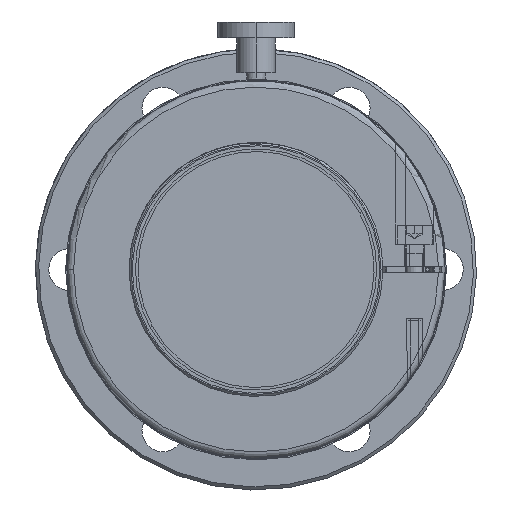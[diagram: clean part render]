
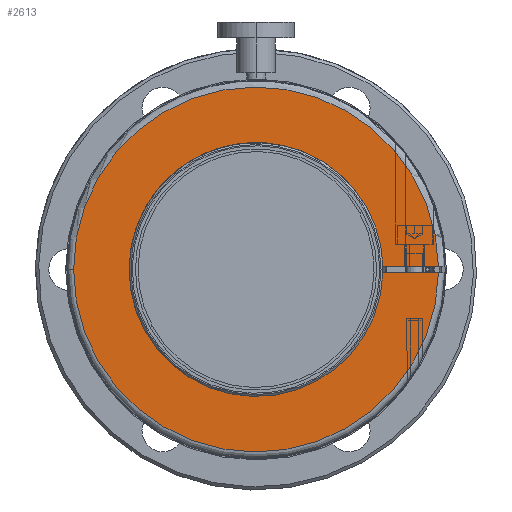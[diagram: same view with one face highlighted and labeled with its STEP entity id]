
A CAD part, front view. The second image highlights one B-rep face of the part: STEP entity #2613.
In plain terms, the highlighted planar face has unit normal (0, -1, 0).
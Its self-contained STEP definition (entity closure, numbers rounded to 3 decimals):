
#1901=AXIS2_PLACEMENT_3D('Circle Axis2P3D',#1899,#1900,$) ;
#2106=AXIS2_PLACEMENT_3D('Circle Axis2P3D',#2104,#2105,$) ;
#2334=AXIS2_PLACEMENT_3D('Circle Axis2P3D',#2332,#2333,$) ;
#2459=AXIS2_PLACEMENT_3D('Circle Axis2P3D',#2457,#2458,$) ;
#2477=AXIS2_PLACEMENT_3D('Circle Axis2P3D',#2475,#2476,$) ;
#2602=AXIS2_PLACEMENT_3D('Plane Axis2P3D',#2599,#2600,#2601) ;
#1783=CARTESIAN_POINT('Line Origine',(24.37,-1162.,0.5)) ;
#1787=CARTESIAN_POINT('Vertex',(19.994,-1162.,0.5)) ;
#1789=CARTESIAN_POINT('Vertex',(28.746,-1162.,0.5)) ;
#1899=CARTESIAN_POINT('Axis2P3D Location',(0.,-1162.,0.)) ;
#1903=CARTESIAN_POINT('Vertex',(17.552,-1162.,9.589)) ;
#2104=CARTESIAN_POINT('Axis2P3D Location',(0.,-1162.,0.)) ;
#2108=CARTESIAN_POINT('Vertex',(-17.552,-1162.,-9.589)) ;
#2164=CARTESIAN_POINT('Line Origine',(24.37,-1162.,-0.5)) ;
#2168=CARTESIAN_POINT('Vertex',(28.746,-1162.,-0.5)) ;
#2170=CARTESIAN_POINT('Vertex',(19.994,-1162.,-0.5)) ;
#2332=CARTESIAN_POINT('Axis2P3D Location',(0.,-1162.,0.)) ;
#2336=CARTESIAN_POINT('Vertex',(-28.75,-1162.,0.)) ;
#2457=CARTESIAN_POINT('Axis2P3D Location',(0.,-1162.,0.)) ;
#2475=CARTESIAN_POINT('Axis2P3D Location',(0.,-1162.,0.)) ;
#2599=CARTESIAN_POINT('Axis2P3D Location',(0.,-1162.,0.)) ;
#1784=DIRECTION('Vector Direction',(-1.,0.,0.)) ;
#1900=DIRECTION('Axis2P3D Direction',(0.,-1.,0.)) ;
#2105=DIRECTION('Axis2P3D Direction',(0.,-1.,0.)) ;
#2165=DIRECTION('Vector Direction',(1.,0.,0.)) ;
#2333=DIRECTION('Axis2P3D Direction',(0.,1.,0.)) ;
#2458=DIRECTION('Axis2P3D Direction',(0.,-1.,0.)) ;
#2476=DIRECTION('Axis2P3D Direction',(0.,1.,0.)) ;
#2600=DIRECTION('Axis2P3D Direction',(0.,1.,0.)) ;
#2601=DIRECTION('Axis2P3D XDirection',(1.,0.,0.)) ;
#1785=VECTOR('Line Direction',#1784,1.) ;
#2166=VECTOR('Line Direction',#2165,1.) ;
#2605=ORIENTED_EDGE('',*,*,#2172,.T.) ;
#2606=ORIENTED_EDGE('',*,*,#2461,.T.) ;
#2607=ORIENTED_EDGE('',*,*,#2110,.T.) ;
#2608=ORIENTED_EDGE('',*,*,#1905,.T.) ;
#2609=ORIENTED_EDGE('',*,*,#1791,.T.) ;
#2610=ORIENTED_EDGE('',*,*,#2479,.F.) ;
#2611=ORIENTED_EDGE('',*,*,#2338,.F.) ;
#2613=ADVANCED_FACE('Hauptk\X2\00F6\X0\rper',(#2612),#2603,.F.) ;
#1902=CIRCLE('generated circle',#1901,20.) ;
#2107=CIRCLE('generated circle',#2106,20.) ;
#2335=CIRCLE('generated circle',#2334,28.75) ;
#2460=CIRCLE('generated circle',#2459,20.) ;
#2478=CIRCLE('generated circle',#2477,28.75) ;
#1791=EDGE_CURVE('',#1788,#1790,#1786,.F.) ;
#1905=EDGE_CURVE('',#1904,#1788,#1902,.F.) ;
#2110=EDGE_CURVE('',#2109,#1904,#2107,.F.) ;
#2172=EDGE_CURVE('',#2169,#2171,#2167,.F.) ;
#2338=EDGE_CURVE('',#2169,#2337,#2335,.T.) ;
#2461=EDGE_CURVE('',#2171,#2109,#2460,.F.) ;
#2479=EDGE_CURVE('',#2337,#1790,#2478,.T.) ;
#2604=EDGE_LOOP('',(#2605,#2606,#2607,#2608,#2609,#2610,#2611)) ;
#2612=FACE_OUTER_BOUND('',#2604,.T.) ;
#1786=LINE('Line',#1783,#1785) ;
#2167=LINE('Line',#2164,#2166) ;
#2603=PLANE('',#2602) ;
#1788=VERTEX_POINT('',#1787) ;
#1790=VERTEX_POINT('',#1789) ;
#1904=VERTEX_POINT('',#1903) ;
#2109=VERTEX_POINT('',#2108) ;
#2169=VERTEX_POINT('',#2168) ;
#2171=VERTEX_POINT('',#2170) ;
#2337=VERTEX_POINT('',#2336) ;
